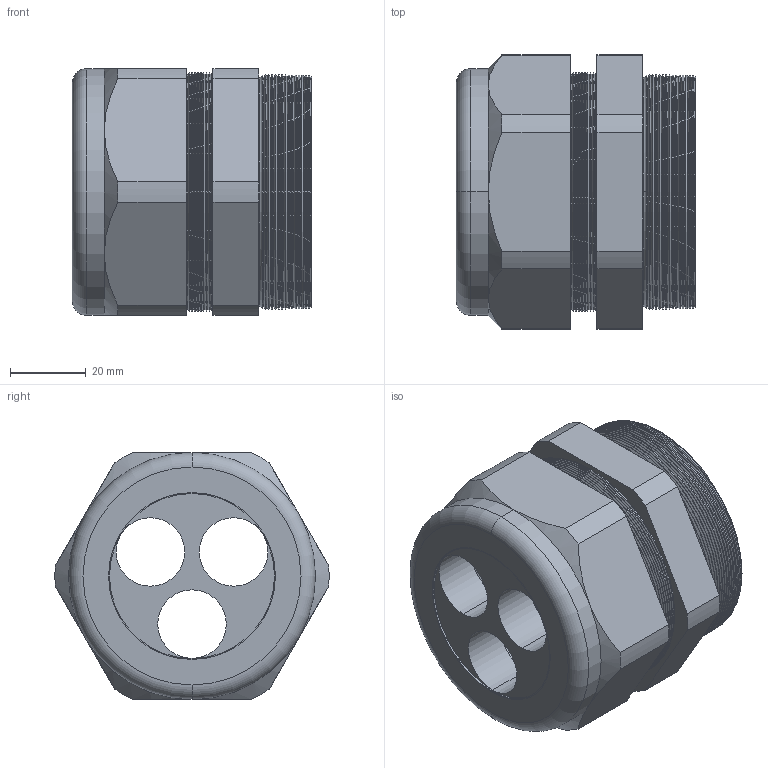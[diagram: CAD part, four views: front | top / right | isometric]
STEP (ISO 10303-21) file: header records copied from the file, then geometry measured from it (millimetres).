
FILE_DESCRIPTION (( 'STEP AP203' ), '1' );
FILE_NAME ('CD63M3-GY.STEP', '2008-11-25T07:21:22', ( 'bay06' ), ( '' ), 'SwSTEP 2.0', 'SolidWorks 2007', '' );
FILE_SCHEMA (( 'CONFIG_CONTROL_DESIGN' ));
Length unit declared in the file: inch
Products named in the file (1): CD63M3-GY
Bounding box: 62.99 x 72.15 x 65.02 mm (x, y, z)
Volume: 114416.9 mm3; surface area: 35146.2 mm2
Topology: 2 solids, 2 shells, 204 faces, 432 edges, 236 vertices
Faces by surface type: cone 152, cylinder 26, plane 20, torus 6
Entity records: 5539 total; most frequent: DIRECTION 1048, CARTESIAN_POINT 977, ORIENTED_EDGE 864, EDGE_CURVE 432, AXIS2_PLACEMENT_3D 423, VERTEX_POINT 236, CIRCLE 218, EDGE_LOOP 216
